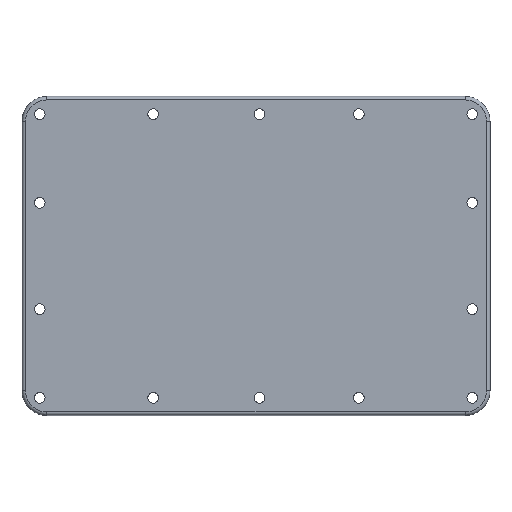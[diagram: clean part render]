
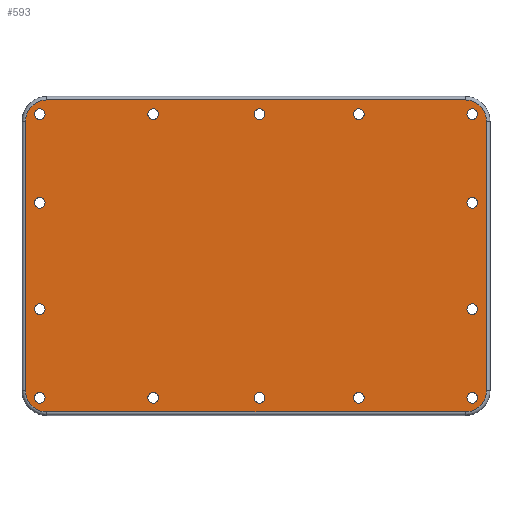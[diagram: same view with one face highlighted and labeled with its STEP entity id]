
A CAD part, top view. The second image highlights one B-rep face of the part: STEP entity #593.
In plain terms, the highlighted planar face has unit normal (0, 0, 1).
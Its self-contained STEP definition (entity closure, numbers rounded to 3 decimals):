
#15=FACE_BOUND('',#98,.T.);
#16=FACE_BOUND('',#99,.T.);
#17=FACE_BOUND('',#100,.T.);
#18=FACE_BOUND('',#101,.T.);
#19=FACE_BOUND('',#102,.T.);
#20=FACE_BOUND('',#103,.T.);
#21=FACE_BOUND('',#104,.T.);
#22=FACE_BOUND('',#105,.T.);
#23=FACE_BOUND('',#106,.T.);
#24=FACE_BOUND('',#107,.T.);
#25=FACE_BOUND('',#108,.T.);
#26=FACE_BOUND('',#109,.T.);
#27=FACE_BOUND('',#110,.T.);
#28=FACE_BOUND('',#111,.T.);
#45=PLANE('',#657);
#65=FACE_OUTER_BOUND('',#97,.T.);
#97=EDGE_LOOP('',(#443,#444,#445,#446,#447,#448,#449,#450));
#98=EDGE_LOOP('',(#451));
#99=EDGE_LOOP('',(#452));
#100=EDGE_LOOP('',(#453));
#101=EDGE_LOOP('',(#454));
#102=EDGE_LOOP('',(#455));
#103=EDGE_LOOP('',(#456));
#104=EDGE_LOOP('',(#457));
#105=EDGE_LOOP('',(#458));
#106=EDGE_LOOP('',(#459));
#107=EDGE_LOOP('',(#460));
#108=EDGE_LOOP('',(#461));
#109=EDGE_LOOP('',(#462));
#110=EDGE_LOOP('',(#463));
#111=EDGE_LOOP('',(#464));
#146=LINE('',#912,#180);
#147=LINE('',#923,#181);
#149=LINE('',#935,#183);
#151=LINE('',#947,#185);
#180=VECTOR('',#716,10.);
#181=VECTOR('',#729,10.);
#183=VECTOR('',#743,10.);
#185=VECTOR('',#757,10.);
#216=CIRCLE('',#632,6.);
#220=CIRCLE('',#638,6.);
#224=CIRCLE('',#644,6.);
#227=CIRCLE('',#649,6.);
#231=CIRCLE('',#658,1.5);
#232=CIRCLE('',#659,1.5);
#233=CIRCLE('',#660,1.5);
#234=CIRCLE('',#661,1.5);
#235=CIRCLE('',#662,1.5);
#236=CIRCLE('',#663,1.5);
#237=CIRCLE('',#664,1.5);
#238=CIRCLE('',#665,1.5);
#239=CIRCLE('',#666,1.5);
#240=CIRCLE('',#667,1.5);
#241=CIRCLE('',#668,1.5);
#242=CIRCLE('',#669,1.5);
#243=CIRCLE('',#670,1.5);
#244=CIRCLE('',#671,1.5);
#261=VERTEX_POINT('',#905);
#264=VERTEX_POINT('',#910);
#266=VERTEX_POINT('',#915);
#268=VERTEX_POINT('',#921);
#270=VERTEX_POINT('',#927);
#272=VERTEX_POINT('',#933);
#274=VERTEX_POINT('',#939);
#276=VERTEX_POINT('',#945);
#282=VERTEX_POINT('',#971);
#283=VERTEX_POINT('',#973);
#284=VERTEX_POINT('',#975);
#285=VERTEX_POINT('',#977);
#286=VERTEX_POINT('',#979);
#287=VERTEX_POINT('',#981);
#288=VERTEX_POINT('',#983);
#289=VERTEX_POINT('',#985);
#290=VERTEX_POINT('',#987);
#291=VERTEX_POINT('',#989);
#292=VERTEX_POINT('',#991);
#293=VERTEX_POINT('',#993);
#294=VERTEX_POINT('',#995);
#295=VERTEX_POINT('',#997);
#316=EDGE_CURVE('',#264,#261,#146,.T.);
#318=EDGE_CURVE('',#266,#264,#216,.T.);
#321=EDGE_CURVE('',#268,#266,#147,.T.);
#324=EDGE_CURVE('',#270,#268,#220,.T.);
#327=EDGE_CURVE('',#272,#270,#149,.T.);
#330=EDGE_CURVE('',#274,#272,#224,.T.);
#333=EDGE_CURVE('',#276,#274,#151,.T.);
#335=EDGE_CURVE('',#261,#276,#227,.T.);
#346=EDGE_CURVE('',#282,#282,#231,.T.);
#347=EDGE_CURVE('',#283,#283,#232,.T.);
#348=EDGE_CURVE('',#284,#284,#233,.T.);
#349=EDGE_CURVE('',#285,#285,#234,.T.);
#350=EDGE_CURVE('',#286,#286,#235,.T.);
#351=EDGE_CURVE('',#287,#287,#236,.T.);
#352=EDGE_CURVE('',#288,#288,#237,.T.);
#353=EDGE_CURVE('',#289,#289,#238,.T.);
#354=EDGE_CURVE('',#290,#290,#239,.T.);
#355=EDGE_CURVE('',#291,#291,#240,.T.);
#356=EDGE_CURVE('',#292,#292,#241,.T.);
#357=EDGE_CURVE('',#293,#293,#242,.T.);
#358=EDGE_CURVE('',#294,#294,#243,.T.);
#359=EDGE_CURVE('',#295,#295,#244,.T.);
#443=ORIENTED_EDGE('',*,*,#316,.F.);
#444=ORIENTED_EDGE('',*,*,#318,.F.);
#445=ORIENTED_EDGE('',*,*,#321,.F.);
#446=ORIENTED_EDGE('',*,*,#324,.F.);
#447=ORIENTED_EDGE('',*,*,#327,.F.);
#448=ORIENTED_EDGE('',*,*,#330,.F.);
#449=ORIENTED_EDGE('',*,*,#333,.F.);
#450=ORIENTED_EDGE('',*,*,#335,.F.);
#451=ORIENTED_EDGE('',*,*,#346,.T.);
#452=ORIENTED_EDGE('',*,*,#347,.T.);
#453=ORIENTED_EDGE('',*,*,#348,.T.);
#454=ORIENTED_EDGE('',*,*,#349,.T.);
#455=ORIENTED_EDGE('',*,*,#350,.T.);
#456=ORIENTED_EDGE('',*,*,#351,.T.);
#457=ORIENTED_EDGE('',*,*,#352,.T.);
#458=ORIENTED_EDGE('',*,*,#353,.T.);
#459=ORIENTED_EDGE('',*,*,#354,.T.);
#460=ORIENTED_EDGE('',*,*,#355,.T.);
#461=ORIENTED_EDGE('',*,*,#356,.T.);
#462=ORIENTED_EDGE('',*,*,#357,.T.);
#463=ORIENTED_EDGE('',*,*,#358,.T.);
#464=ORIENTED_EDGE('',*,*,#359,.T.);
#593=ADVANCED_FACE('',(#65,#15,#16,#17,#18,#19,#20,#21,#22,#23,#24,#25,
#26,#27,#28),#45,.T.);
#632=AXIS2_PLACEMENT_3D('',#917,#721,#722);
#638=AXIS2_PLACEMENT_3D('',#929,#735,#736);
#644=AXIS2_PLACEMENT_3D('',#941,#749,#750);
#649=AXIS2_PLACEMENT_3D('',#950,#761,#762);
#657=AXIS2_PLACEMENT_3D('',#970,#784,#785);
#658=AXIS2_PLACEMENT_3D('',#972,#786,#787);
#659=AXIS2_PLACEMENT_3D('',#974,#788,#789);
#660=AXIS2_PLACEMENT_3D('',#976,#790,#791);
#661=AXIS2_PLACEMENT_3D('',#978,#792,#793);
#662=AXIS2_PLACEMENT_3D('',#980,#794,#795);
#663=AXIS2_PLACEMENT_3D('',#982,#796,#797);
#664=AXIS2_PLACEMENT_3D('',#984,#798,#799);
#665=AXIS2_PLACEMENT_3D('',#986,#800,#801);
#666=AXIS2_PLACEMENT_3D('',#988,#802,#803);
#667=AXIS2_PLACEMENT_3D('',#990,#804,#805);
#668=AXIS2_PLACEMENT_3D('',#992,#806,#807);
#669=AXIS2_PLACEMENT_3D('',#994,#808,#809);
#670=AXIS2_PLACEMENT_3D('',#996,#810,#811);
#671=AXIS2_PLACEMENT_3D('',#998,#812,#813);
#716=DIRECTION('',(0.,-1.,0.));
#721=DIRECTION('center_axis',(0.,0.,-1.));
#722=DIRECTION('ref_axis',(0.707,0.707,0.));
#729=DIRECTION('',(1.,0.,0.));
#735=DIRECTION('center_axis',(0.,0.,-1.));
#736=DIRECTION('ref_axis',(-0.707,0.707,0.));
#743=DIRECTION('',(0.,1.,0.));
#749=DIRECTION('center_axis',(0.,0.,-1.));
#750=DIRECTION('ref_axis',(-0.707,-0.707,0.));
#757=DIRECTION('',(-1.,0.,0.));
#761=DIRECTION('center_axis',(0.,0.,-1.));
#762=DIRECTION('ref_axis',(0.707,-0.707,0.));
#784=DIRECTION('center_axis',(0.,0.,1.));
#785=DIRECTION('ref_axis',(-1.,0.,0.));
#786=DIRECTION('center_axis',(0.,0.,-1.));
#787=DIRECTION('ref_axis',(-1.,0.,0.));
#788=DIRECTION('center_axis',(0.,0.,-1.));
#789=DIRECTION('ref_axis',(-1.,0.,0.));
#790=DIRECTION('center_axis',(0.,0.,-1.));
#791=DIRECTION('ref_axis',(-1.,0.,0.));
#792=DIRECTION('center_axis',(0.,0.,-1.));
#793=DIRECTION('ref_axis',(-1.,0.,0.));
#794=DIRECTION('center_axis',(0.,0.,-1.));
#795=DIRECTION('ref_axis',(-1.,0.,0.));
#796=DIRECTION('center_axis',(0.,0.,-1.));
#797=DIRECTION('ref_axis',(-1.,0.,0.));
#798=DIRECTION('center_axis',(0.,0.,-1.));
#799=DIRECTION('ref_axis',(-1.,0.,0.));
#800=DIRECTION('center_axis',(0.,0.,-1.));
#801=DIRECTION('ref_axis',(-1.,0.,0.));
#802=DIRECTION('center_axis',(0.,0.,-1.));
#803=DIRECTION('ref_axis',(-1.,0.,0.));
#804=DIRECTION('center_axis',(0.,0.,-1.));
#805=DIRECTION('ref_axis',(-1.,0.,0.));
#806=DIRECTION('center_axis',(0.,0.,-1.));
#807=DIRECTION('ref_axis',(-1.,0.,0.));
#808=DIRECTION('center_axis',(0.,0.,-1.));
#809=DIRECTION('ref_axis',(-1.,0.,0.));
#810=DIRECTION('center_axis',(0.,0.,-1.));
#811=DIRECTION('ref_axis',(-1.,0.,0.));
#812=DIRECTION('center_axis',(0.,0.,-1.));
#813=DIRECTION('ref_axis',(-1.,0.,0.));
#905=CARTESIAN_POINT('',(131.,7.,27.));
#910=CARTESIAN_POINT('',(131.,83.,27.));
#912=CARTESIAN_POINT('',(131.,26.,27.));
#915=CARTESIAN_POINT('',(125.,89.,27.));
#917=CARTESIAN_POINT('Origin',(125.,83.,27.));
#921=CARTESIAN_POINT('',(7.,89.,27.));
#923=CARTESIAN_POINT('',(95.5,89.,27.));
#927=CARTESIAN_POINT('',(1.,83.,27.));
#929=CARTESIAN_POINT('Origin',(7.,83.,27.));
#933=CARTESIAN_POINT('',(1.,7.,27.));
#935=CARTESIAN_POINT('',(1.,64.,27.));
#939=CARTESIAN_POINT('',(7.,1.,27.));
#941=CARTESIAN_POINT('Origin',(7.,7.,27.));
#945=CARTESIAN_POINT('',(125.,1.,27.));
#947=CARTESIAN_POINT('',(36.5,1.,27.));
#950=CARTESIAN_POINT('Origin',(125.,7.,27.));
#970=CARTESIAN_POINT('Origin',(66.,45.,27.));
#971=CARTESIAN_POINT('',(68.5,5.,27.));
#972=CARTESIAN_POINT('Origin',(67.,5.,27.));
#973=CARTESIAN_POINT('',(38.5,5.,27.));
#974=CARTESIAN_POINT('Origin',(37.,5.,27.));
#975=CARTESIAN_POINT('',(6.5,5.,27.));
#976=CARTESIAN_POINT('Origin',(5.,5.,27.));
#977=CARTESIAN_POINT('',(6.5,30.,27.));
#978=CARTESIAN_POINT('Origin',(5.,30.,27.));
#979=CARTESIAN_POINT('',(38.5,85.,27.));
#980=CARTESIAN_POINT('Origin',(37.,85.,27.));
#981=CARTESIAN_POINT('',(96.5,85.,27.));
#982=CARTESIAN_POINT('Origin',(95.,85.,27.));
#983=CARTESIAN_POINT('',(128.5,30.,27.));
#984=CARTESIAN_POINT('Origin',(127.,30.,27.));
#985=CARTESIAN_POINT('',(128.5,5.,27.));
#986=CARTESIAN_POINT('Origin',(127.,5.,27.));
#987=CARTESIAN_POINT('',(96.5,5.,27.));
#988=CARTESIAN_POINT('Origin',(95.,5.,27.));
#989=CARTESIAN_POINT('',(68.5,85.,27.));
#990=CARTESIAN_POINT('Origin',(67.,85.,27.));
#991=CARTESIAN_POINT('',(6.5,85.,27.));
#992=CARTESIAN_POINT('Origin',(5.,85.,27.));
#993=CARTESIAN_POINT('',(128.5,85.,27.));
#994=CARTESIAN_POINT('Origin',(127.,85.,27.));
#995=CARTESIAN_POINT('',(6.5,60.,27.));
#996=CARTESIAN_POINT('Origin',(5.,60.,27.));
#997=CARTESIAN_POINT('',(128.5,60.,27.));
#998=CARTESIAN_POINT('Origin',(127.,60.,27.));
